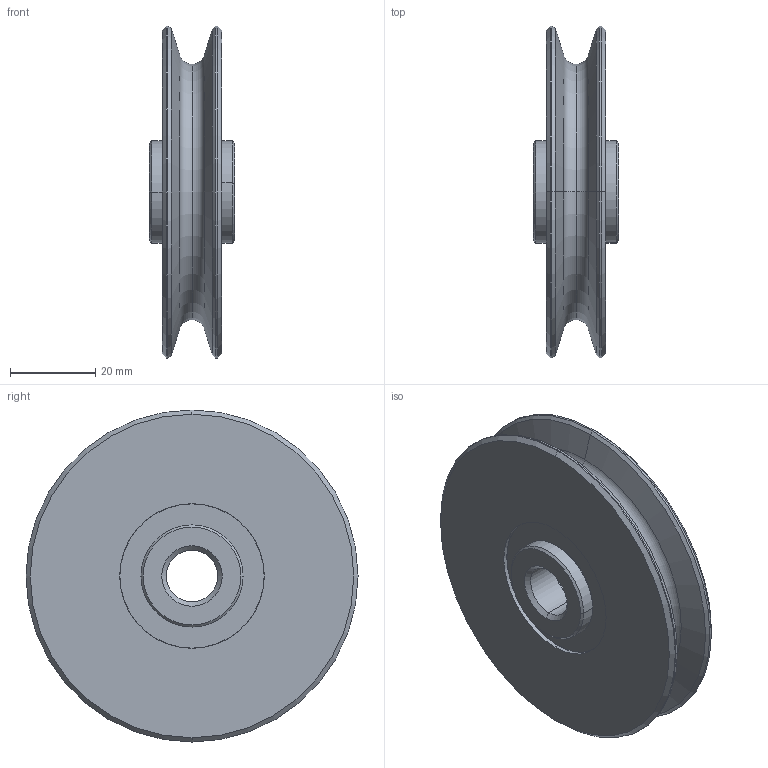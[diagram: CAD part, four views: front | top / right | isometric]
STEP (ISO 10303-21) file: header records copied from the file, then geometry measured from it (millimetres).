
FILE_DESCRIPTION (( 'STEP AP203' ), '1' );
FILE_NAME ('0010010K_055_080.STEP', '2011-05-11T17:18:25', ( ' ' ), ( '' ), 'SwSTEP 2.0', 'SolidWorks 2011', '' );
FILE_SCHEMA (( 'CONFIG_CONTROL_DESIGN' ));
Length unit declared in the file: millimetre
Products named in the file (1): 0010010K_055_080
Bounding box: 20 x 78 x 78 mm (x, y, z)
Surface area: 19160.2 mm2 (no closed solid volume)
Topology: 0 solids, 10 shells, 67 faces, 154 edges, 98 vertices
Faces by surface type: cylinder 26, cone 24, plane 11, torus 6
Entity records: 1990 total; most frequent: DIRECTION 394, CARTESIAN_POINT 320, ORIENTED_EDGE 268, AXIS2_PLACEMENT_3D 172, EDGE_CURVE 154, CIRCLE 104, VERTEX_POINT 98, EDGE_LOOP 78
